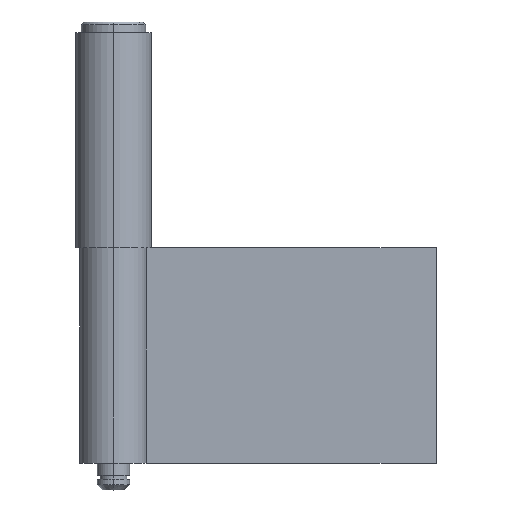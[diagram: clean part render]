
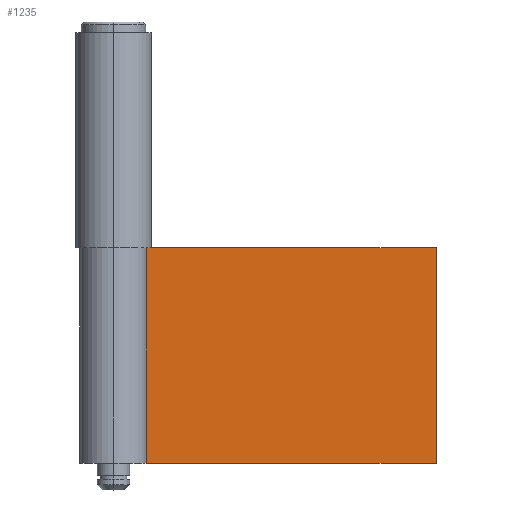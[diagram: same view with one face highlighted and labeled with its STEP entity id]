
A CAD part, top view. The second image highlights one B-rep face of the part: STEP entity #1235.
In plain terms, the highlighted planar face has unit normal (0, 0, 1).
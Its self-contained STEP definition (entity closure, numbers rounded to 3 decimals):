
#318 = DIRECTION ( 'NONE',  ( 1., 0., 0. ) ) ;
#319 = VECTOR ( 'NONE', #318, 1000. ) ;
#320 = CARTESIAN_POINT ( 'NONE',  ( 60., 40., 1.6 ) ) ;
#321 = LINE ( 'NONE', #320, #319 ) ;
#322 = CARTESIAN_POINT ( 'NONE',  ( 60., 40., 1.6 ) ) ;
#419 = CARTESIAN_POINT ( 'NONE',  ( 6.093, 40., 1.6 ) ) ;
#433 = PLANE ( 'NONE',  #495 ) ;
#450 = DIRECTION ( 'NONE',  ( 0., -1., 0. ) ) ;
#451 = VECTOR ( 'NONE', #450, 1000. ) ;
#452 = CARTESIAN_POINT ( 'NONE',  ( 6.093, 40., 1.6 ) ) ;
#453 = LINE ( 'NONE', #452, #451 ) ;
#467 = VECTOR ( 'NONE', #529, 1000. ) ;
#468 = CARTESIAN_POINT ( 'NONE',  ( 60., 40., 1.6 ) ) ;
#469 = LINE ( 'NONE', #468, #467 ) ;
#481 = CARTESIAN_POINT ( 'NONE',  ( 6.093, 0., 1.6 ) ) ;
#492 = DIRECTION ( 'NONE',  ( -1., 0., 0. ) ) ;
#493 = DIRECTION ( 'NONE',  ( 0., 0., -1. ) ) ;
#494 = CARTESIAN_POINT ( 'NONE',  ( 60., 40., 1.6 ) ) ;
#495 = AXIS2_PLACEMENT_3D ( 'NONE', #494, #493, #492 ) ;
#496 = FACE_OUTER_BOUND ( 'NONE', #1240, .T. ) ;
#503 = CARTESIAN_POINT ( 'NONE',  ( 60., 0., 1.6 ) ) ;
#504 = DIRECTION ( 'NONE',  ( 1., 0., 0. ) ) ;
#505 = VECTOR ( 'NONE', #504, 1000. ) ;
#506 = CARTESIAN_POINT ( 'NONE',  ( 60., 0., 1.6 ) ) ;
#507 = LINE ( 'NONE', #506, #505 ) ;
#529 = DIRECTION ( 'NONE',  ( 0., -1., 0. ) ) ;
#1139 = ORIENTED_EDGE ( 'NONE', *, *, #1152, .F. ) ;
#1151 = VERTEX_POINT ( 'NONE', #322 ) ;
#1152 = EDGE_CURVE ( 'NONE', #1204, #1151, #321, .T. ) ;
#1161 = ORIENTED_EDGE ( 'NONE', *, *, #1226, .T. ) ;
#1204 = VERTEX_POINT ( 'NONE', #419 ) ;
#1226 = EDGE_CURVE ( 'NONE', #1204, #1245, #453, .T. ) ;
#1235 = ADVANCED_FACE ( 'NONE', ( #496 ), #433, .F. ) ;
#1240 = EDGE_LOOP ( 'NONE', ( #1253, #1254, #1139, #1161 ) ) ;
#1245 = VERTEX_POINT ( 'NONE', #481 ) ;
#1253 = ORIENTED_EDGE ( 'NONE', *, *, #1267, .T. ) ;
#1254 = ORIENTED_EDGE ( 'NONE', *, *, #1255, .F. ) ;
#1255 = EDGE_CURVE ( 'NONE', #1151, #1269, #469, .T. ) ;
#1267 = EDGE_CURVE ( 'NONE', #1245, #1269, #507, .T. ) ;
#1269 = VERTEX_POINT ( 'NONE', #503 ) ;
